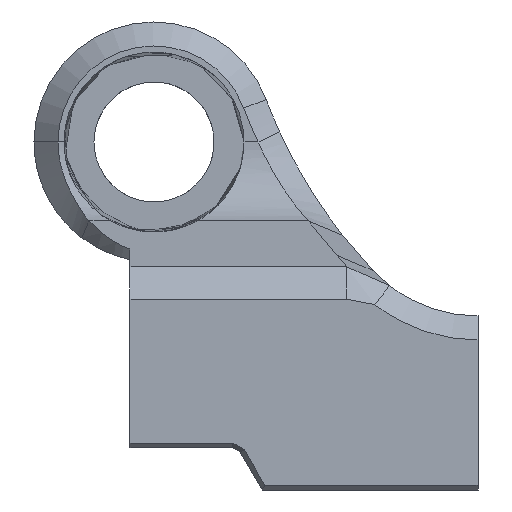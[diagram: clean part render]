
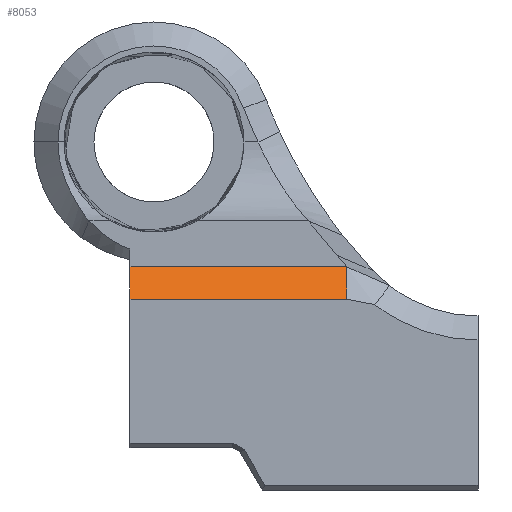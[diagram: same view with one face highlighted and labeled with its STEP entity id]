
A CAD part, front view. The second image highlights one B-rep face of the part: STEP entity #8053.
In plain terms, the highlighted planar face has unit normal (0, -0.819, 0.574).
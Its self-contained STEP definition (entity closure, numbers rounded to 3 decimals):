
#534 = PLANE('',#535);
#535 = AXIS2_PLACEMENT_3D('',#536,#537,#538);
#536 = CARTESIAN_POINT('',(-29.,28.,3.));
#537 = DIRECTION('',(-1.,0.,0.));
#538 = DIRECTION('',(0.,0.,-1.));
#3215 = VERTEX_POINT('',#3216);
#3216 = CARTESIAN_POINT('',(-29.,-31.,6.911));
#3230 = PLANE('',#3231);
#3231 = AXIS2_PLACEMENT_3D('',#3232,#3233,#3234);
#3232 = CARTESIAN_POINT('',(0.,-31.,-9.));
#3233 = DIRECTION('',(0.,1.,0.));
#3234 = DIRECTION('',(0.,0.,-1.));
#3242 = EDGE_CURVE('',#3215,#3243,#3245,.T.);
#3243 = VERTEX_POINT('',#3244);
#3244 = CARTESIAN_POINT('',(-29.,-29.121,9.595));
#3245 = SURFACE_CURVE('',#3246,(#3250,#3257),.PCURVE_S1.);
#3246 = LINE('',#3247,#3248);
#3247 = CARTESIAN_POINT('',(-29.,-28.346,10.701));
#3248 = VECTOR('',#3249,1.);
#3249 = DIRECTION('',(0.,0.574,0.819));
#3250 = PCURVE('',#534,#3251);
#3251 = DEFINITIONAL_REPRESENTATION('',(#3252),#3256);
#3252 = LINE('',#3253,#3254);
#3253 = CARTESIAN_POINT('',(-7.701,56.346));
#3254 = VECTOR('',#3255,1.);
#3255 = DIRECTION('',(-0.819,-0.574));
#3256 = ( GEOMETRIC_REPRESENTATION_CONTEXT(2) 
PARAMETRIC_REPRESENTATION_CONTEXT() REPRESENTATION_CONTEXT('2D SPACE',''
  ) );
#3257 = PCURVE('',#3258,#3263);
#3258 = PLANE('',#3259);
#3259 = AXIS2_PLACEMENT_3D('',#3260,#3261,#3262);
#3260 = CARTESIAN_POINT('',(-29.,-30.06,8.253));
#3261 = DIRECTION('',(0.,0.819,-0.574)
  );
#3262 = DIRECTION('',(-1.,0.,0.));
#3263 = DEFINITIONAL_REPRESENTATION('',(#3264),#3268);
#3264 = LINE('',#3265,#3266);
#3265 = CARTESIAN_POINT('',(0.,2.988));
#3266 = VECTOR('',#3267,1.);
#3267 = DIRECTION('',(-0.,1.));
#3268 = ( GEOMETRIC_REPRESENTATION_CONTEXT(2) 
PARAMETRIC_REPRESENTATION_CONTEXT() REPRESENTATION_CONTEXT('2D SPACE',''
  ) );
#3286 = PLANE('',#3287);
#3287 = AXIS2_PLACEMENT_3D('',#3288,#3289,#3290);
#3288 = CARTESIAN_POINT('',(-61.,-18.606,13.422));
#3289 = DIRECTION('',(0.,0.342,-0.94));
#3290 = DIRECTION('',(0.,-0.94,-0.342
    ));
#7999 = VERTEX_POINT('',#8000);
#8000 = CARTESIAN_POINT('',(-10.932,-31.,6.911));
#8015 = B_SPLINE_SURFACE_WITH_KNOTS('',4,1,(
    (#8016,#8017)
    ,(#8018,#8019)
    ,(#8020,#8021)
    ,(#8022,#8023)
    ,(#8024,#8025
    )),.UNSPECIFIED.,.F.,.F.,.F.,(5,5),(2,2),(0.,1.),(0.,1.),
  .PIECEWISE_BEZIER_KNOTS.);
#8016 = CARTESIAN_POINT('',(-8.598,-31.,6.451));
#8017 = CARTESIAN_POINT('',(-7.37,-29.,8.03));
#8018 = CARTESIAN_POINT('',(-9.181,-31.,6.566));
#8019 = CARTESIAN_POINT('',(-8.272,-29.032,
    8.394));
#8020 = CARTESIAN_POINT('',(-9.765,-31.,6.681));
#8021 = CARTESIAN_POINT('',(-9.166,-29.061,
    8.779));
#8022 = CARTESIAN_POINT('',(-10.349,-31.,6.796));
#8023 = CARTESIAN_POINT('',(-10.052,-29.091,
    9.18));
#8024 = CARTESIAN_POINT('',(-10.932,-31.,6.911));
#8025 = CARTESIAN_POINT('',(-10.932,-29.121,
    9.595));
#8033 = EDGE_CURVE('',#3215,#7999,#8034,.T.);
#8034 = SURFACE_CURVE('',#8035,(#8039,#8046),.PCURVE_S1.);
#8035 = LINE('',#8036,#8037);
#8036 = CARTESIAN_POINT('',(-29.,-31.,6.911));
#8037 = VECTOR('',#8038,1.);
#8038 = DIRECTION('',(1.,0.,0.));
#8039 = PCURVE('',#3230,#8040);
#8040 = DEFINITIONAL_REPRESENTATION('',(#8041),#8045);
#8041 = LINE('',#8042,#8043);
#8042 = CARTESIAN_POINT('',(-15.911,29.));
#8043 = VECTOR('',#8044,1.);
#8044 = DIRECTION('',(-0.,-1.));
#8045 = ( GEOMETRIC_REPRESENTATION_CONTEXT(2) 
PARAMETRIC_REPRESENTATION_CONTEXT() REPRESENTATION_CONTEXT('2D SPACE',''
  ) );
#8046 = PCURVE('',#3258,#8047);
#8047 = DEFINITIONAL_REPRESENTATION('',(#8048),#8052);
#8048 = LINE('',#8049,#8050);
#8049 = CARTESIAN_POINT('',(-0.,-1.638));
#8050 = VECTOR('',#8051,1.);
#8051 = DIRECTION('',(-1.,0.));
#8052 = ( GEOMETRIC_REPRESENTATION_CONTEXT(2) 
PARAMETRIC_REPRESENTATION_CONTEXT() REPRESENTATION_CONTEXT('2D SPACE',''
  ) );
#8053 = ADVANCED_FACE('',(#8054),#3258,.F.);
#8054 = FACE_BOUND('',#8055,.T.);
#8055 = EDGE_LOOP('',(#8056,#8057,#8058,#8078));
#8056 = ORIENTED_EDGE('',*,*,#3242,.F.);
#8057 = ORIENTED_EDGE('',*,*,#8033,.T.);
#8058 = ORIENTED_EDGE('',*,*,#8059,.T.);
#8059 = EDGE_CURVE('',#7999,#8060,#8062,.T.);
#8060 = VERTEX_POINT('',#8061);
#8061 = CARTESIAN_POINT('',(-10.932,-29.121,
    9.595));
#8062 = SURFACE_CURVE('',#8063,(#8066,#8072),.PCURVE_S1.);
#8063 = B_SPLINE_CURVE_WITH_KNOTS('',1,(#8064,#8065),.UNSPECIFIED.,.F.,
  .F.,(2,2),(0.,1.),.PIECEWISE_BEZIER_KNOTS.);
#8064 = CARTESIAN_POINT('',(-10.932,-31.,6.911));
#8065 = CARTESIAN_POINT('',(-10.932,-29.121,
    9.595));
#8066 = PCURVE('',#3258,#8067);
#8067 = DEFINITIONAL_REPRESENTATION('',(#8068),#8071);
#8068 = B_SPLINE_CURVE_WITH_KNOTS('',1,(#8069,#8070),.UNSPECIFIED.,.F.,
  .F.,(2,2),(0.,1.),.PIECEWISE_BEZIER_KNOTS.);
#8069 = CARTESIAN_POINT('',(-18.068,-1.638));
#8070 = CARTESIAN_POINT('',(-18.068,1.638));
#8071 = ( GEOMETRIC_REPRESENTATION_CONTEXT(2) 
PARAMETRIC_REPRESENTATION_CONTEXT() REPRESENTATION_CONTEXT('2D SPACE',''
  ) );
#8072 = PCURVE('',#8015,#8073);
#8073 = DEFINITIONAL_REPRESENTATION('',(#8074),#8077);
#8074 = B_SPLINE_CURVE_WITH_KNOTS('',1,(#8075,#8076),.UNSPECIFIED.,.F.,
  .F.,(2,2),(0.,1.),.PIECEWISE_BEZIER_KNOTS.);
#8075 = CARTESIAN_POINT('',(1.,0.));
#8076 = CARTESIAN_POINT('',(1.,1.));
#8077 = ( GEOMETRIC_REPRESENTATION_CONTEXT(2) 
PARAMETRIC_REPRESENTATION_CONTEXT() REPRESENTATION_CONTEXT('2D SPACE',''
  ) );
#8078 = ORIENTED_EDGE('',*,*,#8079,.F.);
#8079 = EDGE_CURVE('',#3243,#8060,#8080,.T.);
#8080 = SURFACE_CURVE('',#8081,(#8085,#8092),.PCURVE_S1.);
#8081 = LINE('',#8082,#8083);
#8082 = CARTESIAN_POINT('',(-29.,-29.121,9.595));
#8083 = VECTOR('',#8084,1.);
#8084 = DIRECTION('',(1.,0.,0.));
#8085 = PCURVE('',#3258,#8086);
#8086 = DEFINITIONAL_REPRESENTATION('',(#8087),#8091);
#8087 = LINE('',#8088,#8089);
#8088 = CARTESIAN_POINT('',(-0.,1.638));
#8089 = VECTOR('',#8090,1.);
#8090 = DIRECTION('',(-1.,0.));
#8091 = ( GEOMETRIC_REPRESENTATION_CONTEXT(2) 
PARAMETRIC_REPRESENTATION_CONTEXT() REPRESENTATION_CONTEXT('2D SPACE',''
  ) );
#8092 = PCURVE('',#3286,#8093);
#8093 = DEFINITIONAL_REPRESENTATION('',(#8094),#8098);
#8094 = LINE('',#8095,#8096);
#8095 = CARTESIAN_POINT('',(11.19,-32.));
#8096 = VECTOR('',#8097,1.);
#8097 = DIRECTION('',(0.,-1.));
#8098 = ( GEOMETRIC_REPRESENTATION_CONTEXT(2) 
PARAMETRIC_REPRESENTATION_CONTEXT() REPRESENTATION_CONTEXT('2D SPACE',''
  ) );
